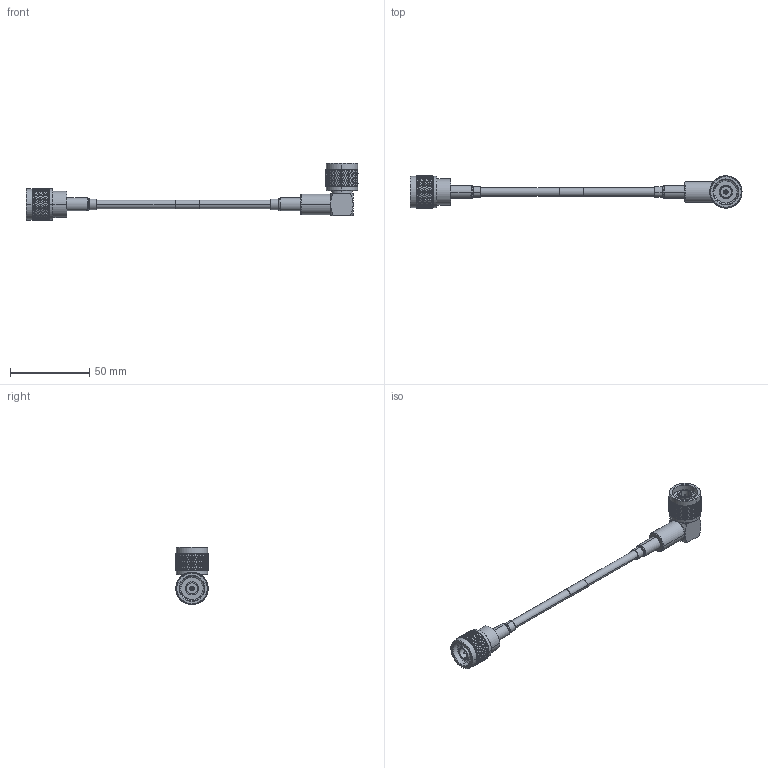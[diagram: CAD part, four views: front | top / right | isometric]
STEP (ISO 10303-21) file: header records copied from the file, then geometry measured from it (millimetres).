
FILE_DESCRIPTION (( 'STEP AP203' ), '1' );
FILE_NAME ('FMCA2776.STEP', '2022-03-09T20:14:15', ( '' ), ( '' ), 'SwSTEP 2.0', 'SolidWorks 2021', '' );
FILE_SCHEMA (( 'CONFIG_CONTROL_DESIGN' ));
Length unit declared in the file: millimetre
Products named in the file (5): RG223_with label; SC9107; FMCA2776; FMCN1384; CA-240-MA1_.75" Long
Assembly tree (5 placements, depth 2):
  FMCA2776
    RG223_with label
    CA-240-MA1_.75" Long  x2
    SC9107
    FMCN1384
Bounding box: 209.48 x 20.32 x 36 mm (x, y, z)
Volume: 18420.5 mm3; surface area: 14678.7 mm2
Topology: 7 solids, 7 shells, 5403 faces, 11469 edges, 6099 vertices
Faces by surface type: bspline 4113, cylinder 1117, plane 98, cone 53, torus 22
Entity records: 259598 total; most frequent: CARTESIAN_POINT 189997, ORIENTED_EDGE 22850, EDGE_CURVE 11425, VERTEX_POINT 6075, EDGE_LOOP 5406, FACE_OUTER_BOUND 5381, ADVANCED_FACE 5381, B_SPLINE_CURVE_WITH_KNOTS 4710
